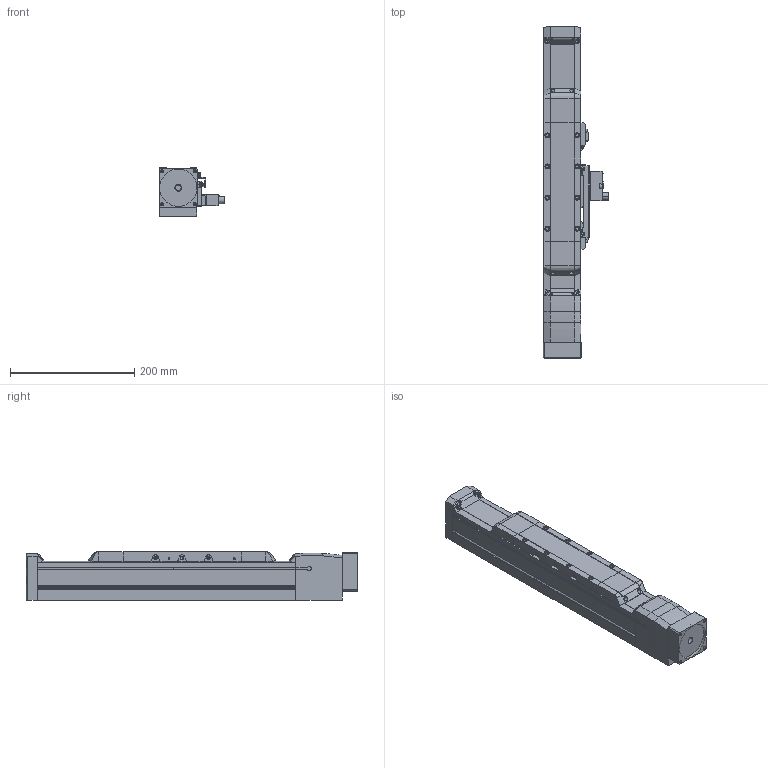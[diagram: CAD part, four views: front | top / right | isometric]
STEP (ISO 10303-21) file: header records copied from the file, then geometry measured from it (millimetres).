
FILE_DESCRIPTION(('CATIA V5 STEP Exchange'),'2;1');
FILE_NAME('ITLM_060_050_T24_2_SN07A1_1354201_TUENKERS.stp','2020-09-14T13:27:41+00:00',('none'),('none'),'CATIA Version 5 Release 19 SP 9 (IN-10)','CATIA V5 STEP AP203','none');
FILE_SCHEMA(('CONFIG_CONTROL_DESIGN'));
Products named in the file (1): ITLM_060_050_T24_2_SN07A1_1354201_TUENKERS
Bounding box: 106 x 534 x 78 mm (x, y, z)
Volume: 2123532.9 mm3; surface area: 321556.8 mm2
Topology: 7 solids, 38 shells, 2001 faces, 5228 edges, 3466 vertices
Faces by surface type: plane 929, cylinder 663, cone 187, torus 152, sphere 40, bspline 30
Entity records: 67960 total; most frequent: CARTESIAN_POINT 21002, ORIENTED_EDGE 10316, DIRECTION 8076, EDGE_CURVE 5158, AXIS2_PLACEMENT_3D 3564, VERTEX_POINT 3466, VECTOR 2585, LINE 2585
